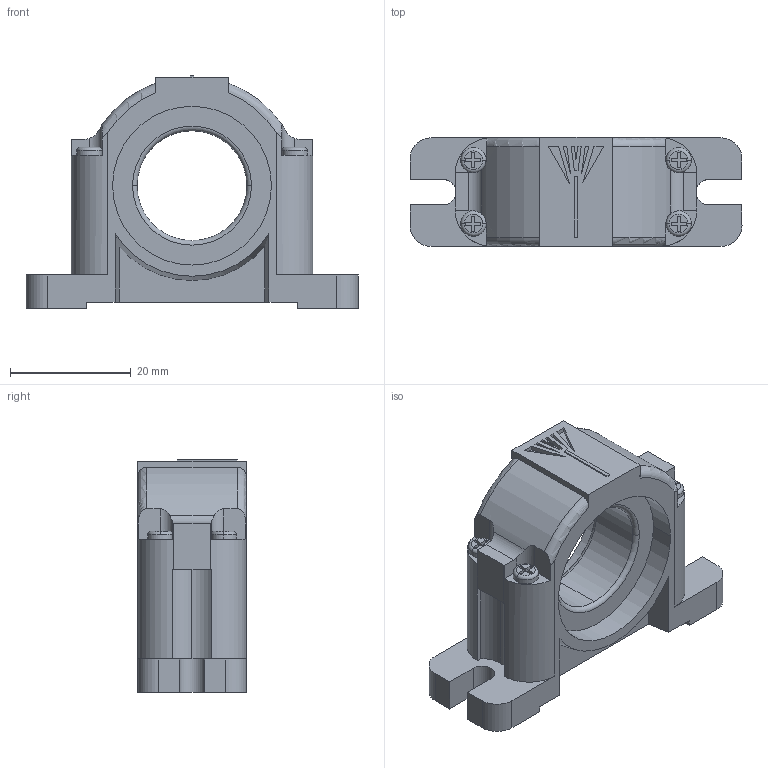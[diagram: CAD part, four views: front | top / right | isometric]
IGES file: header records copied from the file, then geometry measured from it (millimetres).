
Start section: Comment
Global section: file name: SWING18.igs; native system:  By Spatial Corp.; preprocessor: XPlus GENERIC/IGES 3.0; author: Author; organization: Title; date: 20060512.125838; units: millimetre
Bounding box: 55 x 18 x 38.5 mm (x, y, z)
Volume: 15645.1 mm3; surface area: 6815.6 mm2
Topology: 1 solids, 1 shells, 188 faces, 508 edges, 334 vertices
Faces by surface type: plane 135, cylinder 34, torus 16, cone 3
